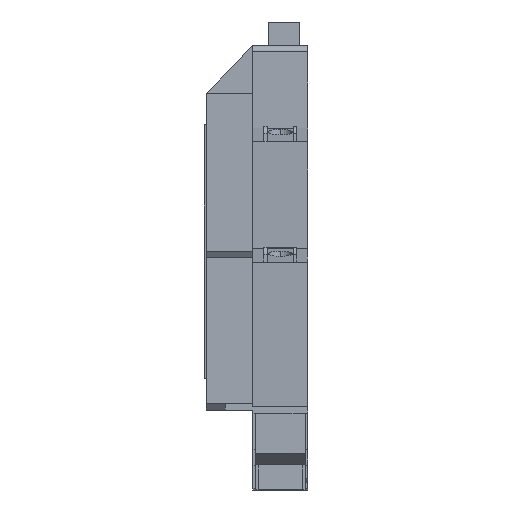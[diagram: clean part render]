
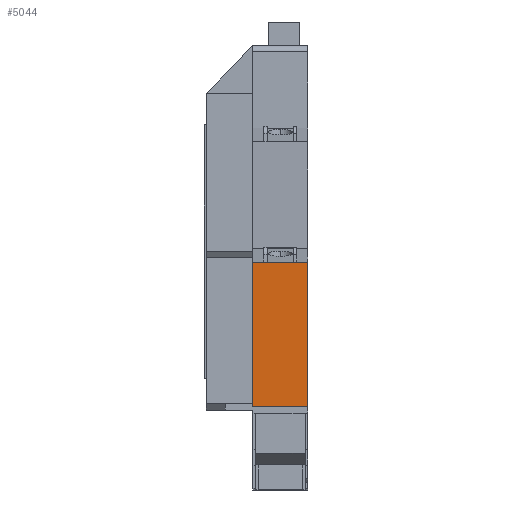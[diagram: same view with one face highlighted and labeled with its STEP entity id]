
A CAD part, left-side view. The second image highlights one B-rep face of the part: STEP entity #5044.
In plain terms, the highlighted planar face has unit normal (-0.999, 0, -0.049).
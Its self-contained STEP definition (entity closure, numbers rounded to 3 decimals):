
#4983=CARTESIAN_POINT('POINT313',(-42.553,-9.918,
   -65.125));
#4984=VERTEX_POINT('VERTEX313',#4983);
#4991=CARTESIAN_POINT('POINT314',(-42.553,
   0.,-65.125));
#4992=VERTEX_POINT('VERTEX314',#4991);
#4993=CARTESIAN_POINT('POS572',(-42.553,
   0.,-65.125));
#4994=DIRECTION('DIR743',(0.,-1.,0.));
#4995=VECTOR('VEC401',#4994,25.4);
#4996=LINE('STRAIGHT401',#4993,#4995);
#4997=EDGE_CURVE('EDGE483',#4992,#4984,#4996,.T.);
#5014=CARTESIAN_POINT('POINT315',(-43.83,-9.918,
   -39.067));
#5015=VERTEX_POINT('VERTEX315',#5014);
#5016=CARTESIAN_POINT('POS575',(-43.83,-9.918,
   -39.067));
#5017=DIRECTION('DIR747',(-0.049,0.,
   0.999));
#5018=VECTOR('VEC403',#5017,25.4);
#5019=LINE('STRAIGHT403',#5016,#5018);
#5020=EDGE_CURVE('EDGE485',#4984,#5015,#5019,.T.);
#5021=ORIENTED_EDGE('COEDGE880',*,*,#5020,.T.);
#5022=CARTESIAN_POINT('POINT316',(-43.83,
   0.,-39.067));
#5023=VERTEX_POINT('VERTEX316',#5022);
#5024=CARTESIAN_POINT('POS576',(-43.83,
   0.,-39.067));
#5025=DIRECTION('DIR748',(0.,-1.,0.));
#5026=VECTOR('VEC404',#5025,25.4);
#5027=LINE('STRAIGHT404',#5024,#5026);
#5028=EDGE_CURVE('EDGE486',#5023,#5015,#5027,.T.);
#5029=ORIENTED_EDGE('COEDGE881',*,*,#5028,.F.);
#5030=CARTESIAN_POINT('POS577',(-43.83,
   0.,-39.067));
#5031=DIRECTION('DIR749',(0.049,0.,
   -0.999));
#5032=VECTOR('VEC405',#5031,25.4);
#5033=LINE('STRAIGHT405',#5030,#5032);
#5034=EDGE_CURVE('EDGE487',#5023,#4992,#5033,.T.);
#5035=ORIENTED_EDGE('COEDGE882',*,*,#5034,.T.);
#5036=ORIENTED_EDGE('COEDGE883',*,*,#4997,.T.);
#5037=EDGE_LOOP('NONE',(#5021,#5029,#5035,#5036));
#5038=FACE_BOUND('LOOP1',#5037,.T.);
#5039=CARTESIAN_POINT('POS578',(-42.553,
   0.,-65.125));
#5040=DIRECTION('DIR750',(-0.999,0.,
   -0.049));
#5041=DIRECTION('DIR751',(0.049,0.,
   -0.999));
#5042=AXIS2_PLACEMENT_3D('AXIS173',#5039,#5040,#5041);
#5043=PLANE('PLANE146',#5042);
#5044=ADVANCED_FACE('FACE183',(#5038),#5043,.T.);
